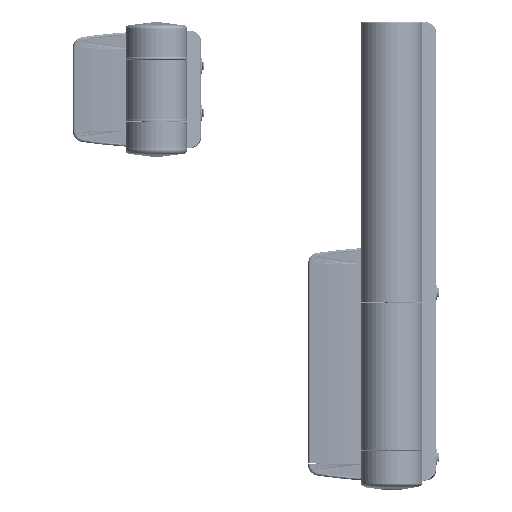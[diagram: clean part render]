
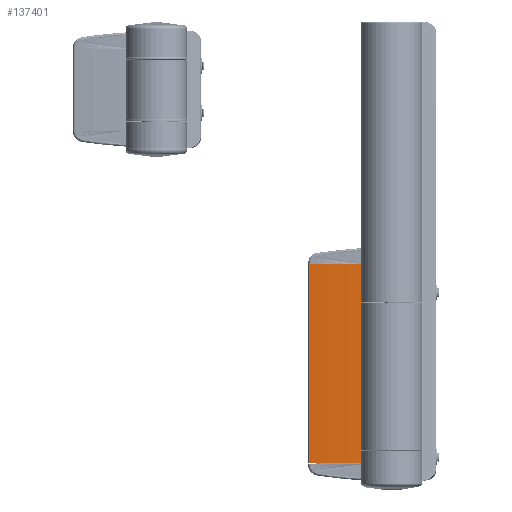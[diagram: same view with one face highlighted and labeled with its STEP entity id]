
A CAD part, front view. The second image highlights one B-rep face of the part: STEP entity #137401.
In plain terms, the highlighted cylindrical face has radius 500 mm (diameter 1000 mm), a partial arc.
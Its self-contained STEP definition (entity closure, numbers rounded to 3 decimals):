
#567 = DIRECTION ( 'NONE',  ( 1., 0., 0. ) ) ;
#18134 = CARTESIAN_POINT ( 'NONE',  ( -17.628, 6.689, -84.5 ) ) ;
#18288 = EDGE_CURVE ( 'NONE', #111470, #60159, #35481, .T. ) ;
#19011 = CARTESIAN_POINT ( 'NONE',  ( 0., -493., 500. ) ) ;
#20206 = DIRECTION ( 'NONE',  ( 0., 0., -1. ) ) ;
#20624 = CIRCLE ( 'NONE', #68811, 500. ) ;
#29221 = DIRECTION ( 'NONE',  ( 0., 0., 1. ) ) ;
#33071 = CIRCLE ( 'NONE', #93776, 500. ) ;
#33540 = CYLINDRICAL_SURFACE ( 'NONE', #105092, 500. ) ;
#33635 = DIRECTION ( 'NONE',  ( 0., 0., -1. ) ) ;
#35035 = CARTESIAN_POINT ( 'NONE',  ( 0., -493., -84.5 ) ) ;
#35481 = LINE ( 'NONE', #133772, #38875 ) ;
#38875 = VECTOR ( 'NONE', #20206, 1000. ) ;
#43148 = DIRECTION ( 'NONE',  ( 0., 0., 1. ) ) ;
#44937 = ORIENTED_EDGE ( 'NONE', *, *, #126305, .F. ) ;
#47903 = VERTEX_POINT ( 'NONE', #54998 ) ;
#54998 = CARTESIAN_POINT ( 'NONE',  ( -17.628, 6.689, 84.5 ) ) ;
#58804 = ORIENTED_EDGE ( 'NONE', *, *, #69286, .F. ) ;
#60159 = VERTEX_POINT ( 'NONE', #73376 ) ;
#65931 = ORIENTED_EDGE ( 'NONE', *, *, #18288, .T. ) ;
#68811 = AXIS2_PLACEMENT_3D ( 'NONE', #98018, #43148, #567 ) ;
#69286 = EDGE_CURVE ( 'NONE', #69981, #60159, #33071, .T. ) ;
#69981 = VERTEX_POINT ( 'NONE', #18134 ) ;
#70710 = FACE_OUTER_BOUND ( 'NONE', #133812, .T. ) ;
#70802 = CARTESIAN_POINT ( 'NONE',  ( -17.628, 6.689, 500. ) ) ;
#73376 = CARTESIAN_POINT ( 'NONE',  ( 27.866, 6.223, -84.5 ) ) ;
#74282 = DIRECTION ( 'NONE',  ( 0., 0., -1. ) ) ;
#93776 = AXIS2_PLACEMENT_3D ( 'NONE', #35035, #33635, #99398 ) ;
#98018 = CARTESIAN_POINT ( 'NONE',  ( 0., -493., 84.5 ) ) ;
#99398 = DIRECTION ( 'NONE',  ( -1., 0., 0. ) ) ;
#105092 = AXIS2_PLACEMENT_3D ( 'NONE', #19011, #74282, #115470 ) ;
#111470 = VERTEX_POINT ( 'NONE', #123049 ) ;
#115470 = DIRECTION ( 'NONE',  ( -1., 0., 0. ) ) ;
#116776 = LINE ( 'NONE', #70802, #121835 ) ;
#121835 = VECTOR ( 'NONE', #29221, 1000. ) ;
#123049 = CARTESIAN_POINT ( 'NONE',  ( 27.866, 6.223, 84.5 ) ) ;
#126305 = EDGE_CURVE ( 'NONE', #111470, #47903, #20624, .T. ) ;
#133772 = CARTESIAN_POINT ( 'NONE',  ( 27.866, 6.223, 500. ) ) ;
#133812 = EDGE_LOOP ( 'NONE', ( #44937, #65931, #58804, #135090 ) ) ;
#135090 = ORIENTED_EDGE ( 'NONE', *, *, #136350, .T. ) ;
#136350 = EDGE_CURVE ( 'NONE', #69981, #47903, #116776, .T. ) ;
#137401 = ADVANCED_FACE ( 'NONE', ( #70710 ), #33540, .T. ) ;
